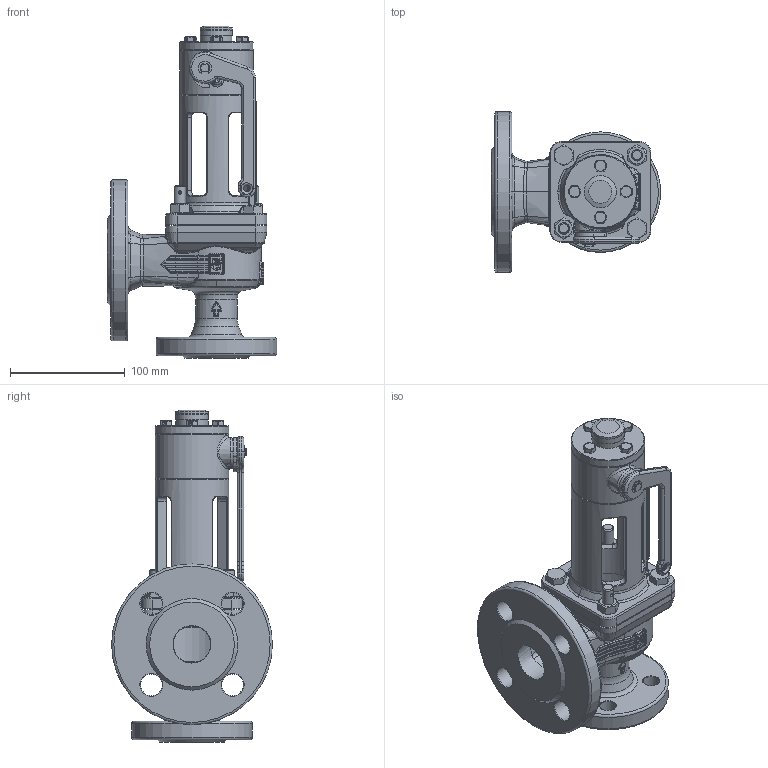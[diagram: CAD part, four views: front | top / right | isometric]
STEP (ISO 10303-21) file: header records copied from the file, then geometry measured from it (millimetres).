
FILE_DESCRIPTION(('HOOPS Exchange Step'),'2;1');
FILE_NAME('SF0611_DN20_20-32.stp','2025-06-27T13:28:52+02:00',('nieru'),('Unknown organisation'),'HOOPS Exchange 2024.2','HOOPS Exchange','Unknown authorisation');
FILE_SCHEMA( ('AP203_CONFIGURATION_CONTROLLED_3D_DESIGN_OF_MECHANICAL_PARTS_AND_ASSEMBLIES_MIM_LF') );
Length unit declared in the file: millimetre
Products named in the file (2): 0; root
Assembly tree (1 placements, depth 2):
  root
    0
Bounding box: 147.5 x 140 x 289 mm (x, y, z)
Volume: 935656.6 mm3; surface area: 210260.2 mm2
Topology: 20 solids, 20 shells, 1472 faces, 3678 edges, 2228 vertices
Faces by surface type: bspline 501, cylinder 411, plane 314, torus 172, cone 69, sphere 5
Full cylindrical faces by diameter (mm): 2 x2, 3 x1, 3.9 x1, 5 x2, 6 x1, 8.2 x1, 8.376 x2, 8.9 x4, 10 x3, 14 x4, 14.63 x2, 15 x1, 17 x1, 19 x4, 22.3 x1, 22.8 x1, 25.8 x1, 28 x3, 35.863 x1, 36.3 x1, 50 x1, 64 x3, 66 x1, 66.156 x1, 105 x1, 140 x1
Entity records: 96862 total; most frequent: CARTESIAN_POINT 65104, ORIENTED_EDGE 7210, DIRECTION 5414, EDGE_CURVE 3605, VERTEX_POINT 2228, AXIS2_PLACEMENT_3D 2199, EDGE_LOOP 1575, FACE_BOUND 1575
